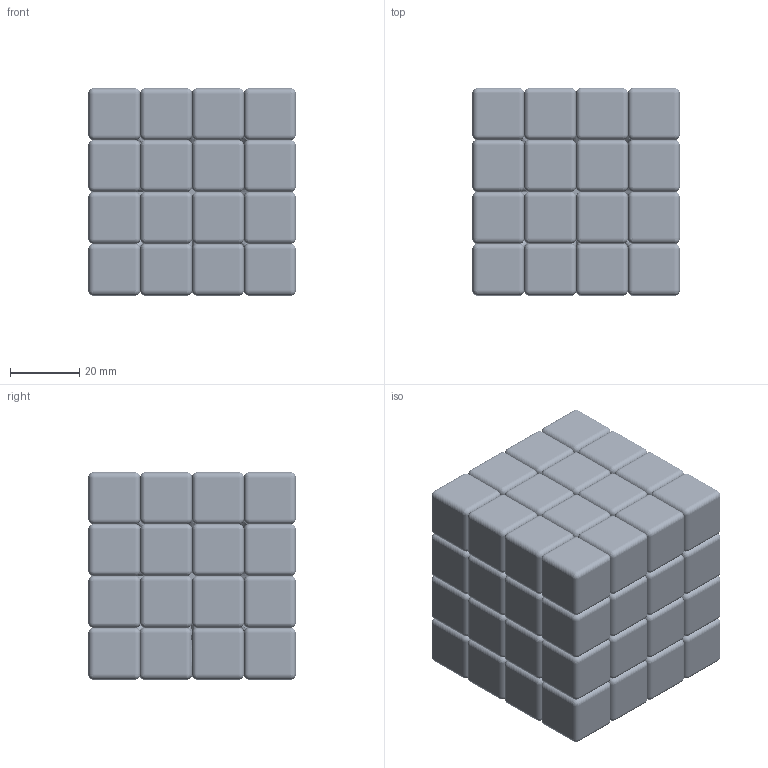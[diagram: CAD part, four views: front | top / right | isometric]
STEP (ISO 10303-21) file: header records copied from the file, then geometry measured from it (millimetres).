
FILE_DESCRIPTION(('STEP AP203'), '1');
FILE_NAME('栖闉罻', '', ('UNSPECIFIED'), ('UNSPECIFIED'), 'C3D Converter', 'C3D Toolkit', '');
FILE_SCHEMA(('CONFIG_CONTROL_DESIGN'));
Length unit declared in the file: millimetre
Products named in the file (10): 1.2; 3; 6.1; 5
Assembly tree (76 placements, depth 2):
  (unnamed)
    (unnamed)
    1.2  x9
    (unnamed)  x3
    3  x7
    (unnamed)
    6.1
    (unnamed)  x24
    5  x24
    (unnamed)  x6
Bounding box: 60 x 60 x 60 mm (x, y, z)
Volume: 201452.1 mm3; surface area: 93406.8 mm2
Topology: 82 solids, 82 shells, 5153 faces, 12166 edges, 6402 vertices
Faces by surface type: bspline 1495, sphere 1027, torus 866, cylinder 759, plane 661, cone 345
Full cylindrical faces by diameter (mm): 2.9 x6, 3 x6, 3.5 x6, 7 x12
Entity records: 38114 total; most frequent: CARTESIAN_POINT 24298, ORIENTED_EDGE 1946, DIRECTION 1878, EDGE_CURVE 973, AXIS2_PLACEMENT_3D 865, VERTEX_POINT 582, EDGE_LOOP 519, ADVANCED_FACE 460
